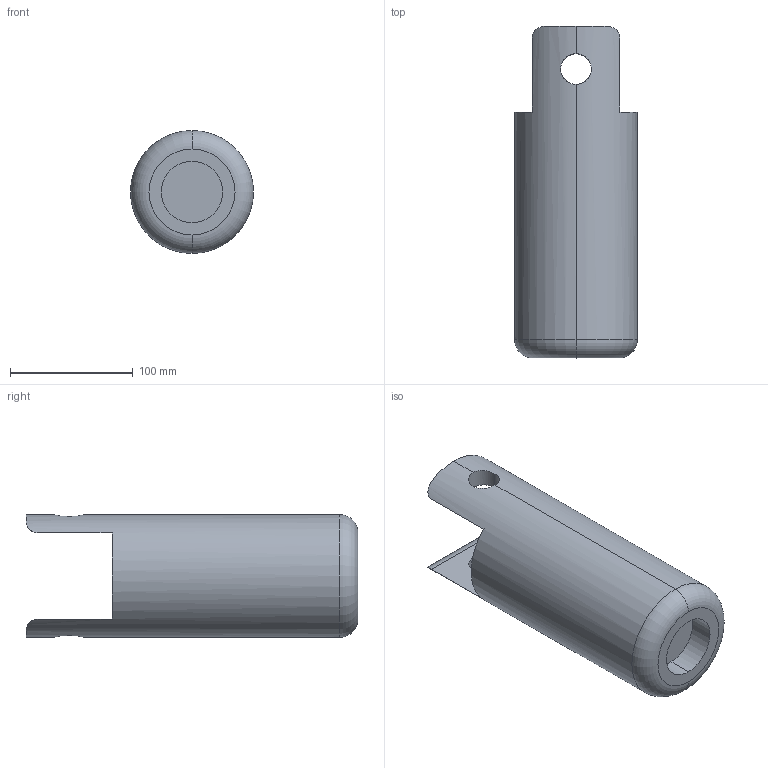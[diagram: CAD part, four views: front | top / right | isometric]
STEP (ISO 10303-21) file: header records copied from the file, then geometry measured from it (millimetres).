
FILE_DESCRIPTION (( 'STEP AP203' ), '1' );
FILE_NAME ('bz12_Predeterminado_sldprt.STEP', '2023-11-10T06:17:48', ( '' ), ( '' ), 'SwSTEP 2.0', 'SolidWorks 2019', '' );
FILE_SCHEMA (( 'CONFIG_CONTROL_DESIGN' ));
Length unit declared in the file: millimetre
Products named in the file (1): bz12_Predeterminado_sldprt
Bounding box: 100 x 270 x 100 mm (x, y, z)
Volume: 1603605 mm3; surface area: 100179.5 mm2
Topology: 1 solids, 1 shells, 19 faces, 52 edges, 34 vertices
Faces by surface type: cylinder 10, plane 7, torus 2
Entity records: 963 total; most frequent: CARTESIAN_POINT 398, ORIENTED_EDGE 104, DIRECTION 100, EDGE_CURVE 52, AXIS2_PLACEMENT_3D 40, VERTEX_POINT 34, EDGE_LOOP 22, CIRCLE 20
